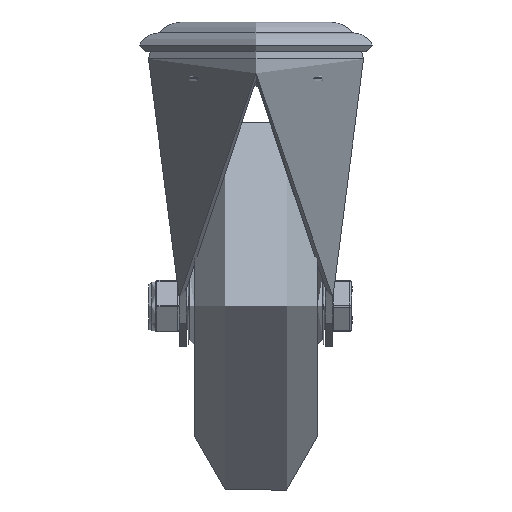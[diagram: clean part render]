
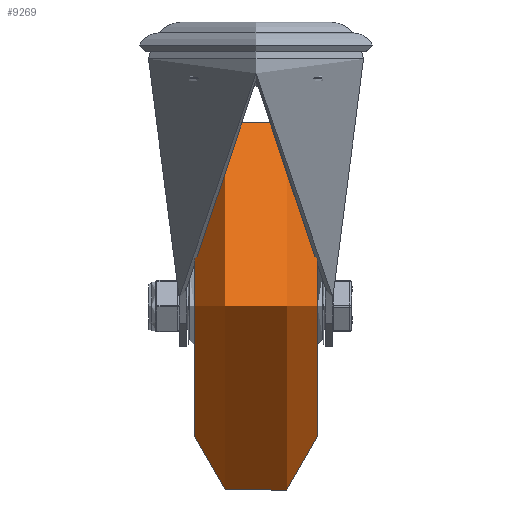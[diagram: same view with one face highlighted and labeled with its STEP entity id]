
A CAD part, left-side view. The second image highlights one B-rep face of the part: STEP entity #9269.
In plain terms, the highlighted toroidal (fillet/blend) face has major radius 42.5 mm and minor radius 20 mm.
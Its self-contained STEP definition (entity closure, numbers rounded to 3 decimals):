
#1254=TOROIDAL_SURFACE('',#10136,42.5,20.);
#1515=FACE_OUTER_BOUND('',#2113,.T.);
#2113=EDGE_LOOP('',(#6886,#6887,#6888,#6889));
#3810=CIRCLE('',#10137,42.5);
#3811=CIRCLE('',#10138,20.);
#3812=CIRCLE('',#10139,42.5);
#4289=VERTEX_POINT('',#14902);
#4290=VERTEX_POINT('',#14904);
#5263=EDGE_CURVE('',#4289,#4289,#3810,.T.);
#5264=EDGE_CURVE('',#4289,#4290,#3811,.T.);
#5265=EDGE_CURVE('',#4290,#4290,#3812,.T.);
#6886=ORIENTED_EDGE('',*,*,#5263,.T.);
#6887=ORIENTED_EDGE('',*,*,#5264,.T.);
#6888=ORIENTED_EDGE('',*,*,#5265,.T.);
#6889=ORIENTED_EDGE('',*,*,#5264,.F.);
#9269=ADVANCED_FACE('',(#1515),#1254,.T.);
#10136=AXIS2_PLACEMENT_3D('',#14901,#11380,#11381);
#10137=AXIS2_PLACEMENT_3D('',#14903,#11382,#11383);
#10138=AXIS2_PLACEMENT_3D('',#14905,#11384,#11385);
#10139=AXIS2_PLACEMENT_3D('',#14906,#11386,#11387);
#11380=DIRECTION('center_axis',(0.,1.,0.));
#11381=DIRECTION('ref_axis',(0.,0.,
-1.));
#11382=DIRECTION('center_axis',(0.,-1.,0.));
#11383=DIRECTION('ref_axis',(0.,0.,
-1.));
#11384=DIRECTION('center_axis',(1.,0.,0.));
#11385=DIRECTION('ref_axis',(0.,0.,
1.));
#11386=DIRECTION('center_axis',(0.,1.,0.));
#11387=DIRECTION('ref_axis',(0.,0.,
-1.));
#14901=CARTESIAN_POINT('Origin',(0.,0.,
0.));
#14902=CARTESIAN_POINT('',(0.,20.,42.5));
#14903=CARTESIAN_POINT('Origin',(0.,20.,0.));
#14904=CARTESIAN_POINT('',(0.,-20.,42.5));
#14905=CARTESIAN_POINT('Origin',(0.,0.,
42.5));
#14906=CARTESIAN_POINT('Origin',(0.,-20.,0.));
